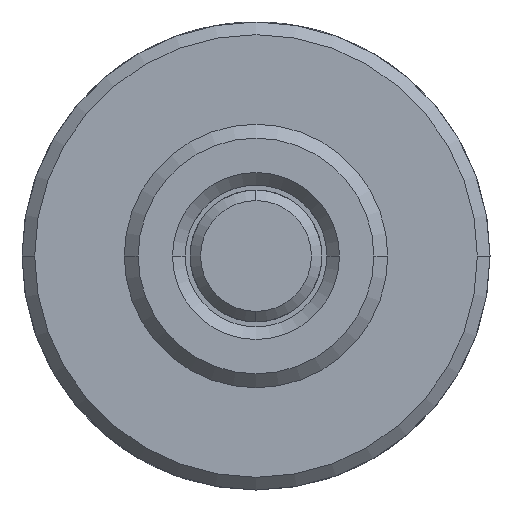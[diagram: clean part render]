
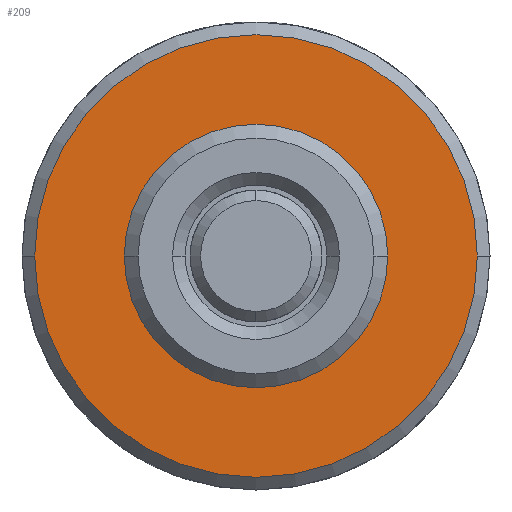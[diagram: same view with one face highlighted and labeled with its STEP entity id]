
A CAD part, left-side view. The second image highlights one B-rep face of the part: STEP entity #209.
In plain terms, the highlighted planar face has unit normal (-1, 0, 0).
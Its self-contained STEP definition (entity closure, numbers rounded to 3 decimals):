
#69 = CARTESIAN_POINT ( 'NONE',  ( 12.7, 0., 0. ) ) ;
#156 = FACE_OUTER_BOUND ( 'NONE', #975, .T. ) ;
#177 = CARTESIAN_POINT ( 'NONE',  ( 12.7, 0., 0. ) ) ;
#208 = AXIS2_PLACEMENT_3D ( 'NONE', #177, #1442, #2006 ) ;
#209 = ADVANCED_FACE ( 'NONE', ( #156, #2068 ), #507, .F. ) ;
#275 = DIRECTION ( 'NONE',  ( 1., 0., 0. ) ) ;
#464 = CARTESIAN_POINT ( 'NONE',  ( 12.7, 0., 13.335 ) ) ;
#507 = PLANE ( 'NONE',  #208 ) ;
#624 = CARTESIAN_POINT ( 'NONE',  ( 12.7, 0., 0. ) ) ;
#712 = DIRECTION ( 'NONE',  ( 0., 0., -1. ) ) ;
#762 = VERTEX_POINT ( 'NONE', #2911 ) ;
#975 = EDGE_LOOP ( 'NONE', ( #1989, #2686 ) ) ;
#1199 = ORIENTED_EDGE ( 'NONE', *, *, #1657, .T. ) ;
#1362 = CIRCLE ( 'NONE', #3935, 7.906 ) ;
#1442 = DIRECTION ( 'NONE',  ( 1., 0., 0. ) ) ;
#1502 = CARTESIAN_POINT ( 'NONE',  ( 12.7, 0., 0. ) ) ;
#1657 = EDGE_CURVE ( 'NONE', #2528, #2388, #1362, .T. ) ;
#1658 = CARTESIAN_POINT ( 'NONE',  ( 12.7, 0., 7.906 ) ) ;
#1989 = ORIENTED_EDGE ( 'NONE', *, *, #2629, .F. ) ;
#2006 = DIRECTION ( 'NONE',  ( 0., 0., -1. ) ) ;
#2068 = FACE_BOUND ( 'NONE', #3536, .T. ) ;
#2128 = CIRCLE ( 'NONE', #3316, 7.906 ) ;
#2131 = AXIS2_PLACEMENT_3D ( 'NONE', #69, #3533, #712 ) ;
#2137 = DIRECTION ( 'NONE',  ( 1., 0., 0. ) ) ;
#2212 = CARTESIAN_POINT ( 'NONE',  ( 12.7, 0., -7.906 ) ) ;
#2388 = VERTEX_POINT ( 'NONE', #2212 ) ;
#2444 = DIRECTION ( 'NONE',  ( 0., 0., -1. ) ) ;
#2459 = CIRCLE ( 'NONE', #2985, 13.335 ) ;
#2528 = VERTEX_POINT ( 'NONE', #1658 ) ;
#2629 = EDGE_CURVE ( 'NONE', #3040, #762, #3387, .T. ) ;
#2686 = ORIENTED_EDGE ( 'NONE', *, *, #2860, .F. ) ;
#2781 = DIRECTION ( 'NONE',  ( 0., 0., -1. ) ) ;
#2860 = EDGE_CURVE ( 'NONE', #762, #3040, #2459, .T. ) ;
#2911 = CARTESIAN_POINT ( 'NONE',  ( 12.7, 0., -13.335 ) ) ;
#2985 = AXIS2_PLACEMENT_3D ( 'NONE', #624, #275, #2781 ) ;
#3033 = DIRECTION ( 'NONE',  ( 0., 0., -1. ) ) ;
#3040 = VERTEX_POINT ( 'NONE', #464 ) ;
#3316 = AXIS2_PLACEMENT_3D ( 'NONE', #1502, #3637, #3033 ) ;
#3387 = CIRCLE ( 'NONE', #2131, 13.335 ) ;
#3533 = DIRECTION ( 'NONE',  ( 1., 0., 0. ) ) ;
#3536 = EDGE_LOOP ( 'NONE', ( #3827, #1199 ) ) ;
#3637 = DIRECTION ( 'NONE',  ( 1., 0., 0. ) ) ;
#3650 = EDGE_CURVE ( 'NONE', #2388, #2528, #2128, .T. ) ;
#3690 = CARTESIAN_POINT ( 'NONE',  ( 12.7, 0., 0. ) ) ;
#3827 = ORIENTED_EDGE ( 'NONE', *, *, #3650, .T. ) ;
#3935 = AXIS2_PLACEMENT_3D ( 'NONE', #3690, #2137, #2444 ) ;
